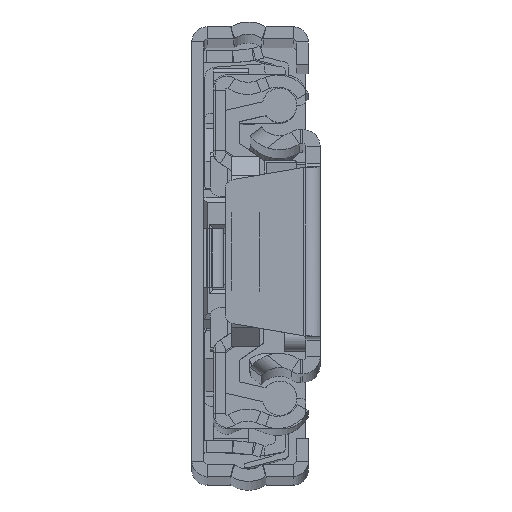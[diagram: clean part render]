
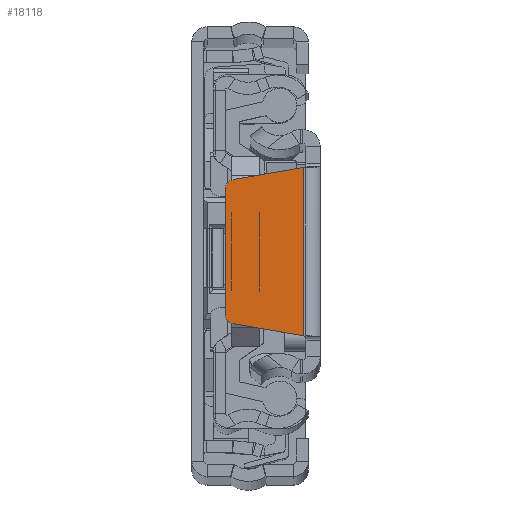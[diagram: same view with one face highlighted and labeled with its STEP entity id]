
A CAD part, top view. The second image highlights one B-rep face of the part: STEP entity #18118.
In plain terms, the highlighted planar face has unit normal (0, 0, 1).
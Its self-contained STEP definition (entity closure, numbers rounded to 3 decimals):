
#22 = AXIS2_PLACEMENT_3D ( 'NONE', #13401, #10742, #536 ) ;
#536 = DIRECTION ( 'NONE',  ( -1., 0., 0. ) ) ;
#1013 = EDGE_CURVE ( 'NONE', #27583, #7127, #23227, .T. ) ;
#1287 = CARTESIAN_POINT ( 'NONE',  ( -9.4, -6.156, 0. ) ) ;
#1445 = VECTOR ( 'NONE', #15265, 1000. ) ;
#2247 = EDGE_CURVE ( 'NONE', #7127, #4321, #22756, .T. ) ;
#2675 = CARTESIAN_POINT ( 'NONE',  ( -8.4, 6.156, 0. ) ) ;
#2711 = ORIENTED_EDGE ( 'NONE', *, *, #9612, .F. ) ;
#3609 = ORIENTED_EDGE ( 'NONE', *, *, #2247, .F. ) ;
#4321 = VERTEX_POINT ( 'NONE', #24523 ) ;
#4801 = CARTESIAN_POINT ( 'NONE',  ( -8.568, -7.142, 0. ) ) ;
#7028 = VECTOR ( 'NONE', #27629, 1000. ) ;
#7127 = VERTEX_POINT ( 'NONE', #16400 ) ;
#7740 = CARTESIAN_POINT ( 'NONE',  ( -8.4, 6.156, 0. ) ) ;
#7813 = DIRECTION ( 'NONE',  ( -0.986, 0.168, 0. ) ) ;
#9436 = DIRECTION ( 'NONE',  ( 0., 1., 0. ) ) ;
#9612 = EDGE_CURVE ( 'NONE', #24437, #14965, #15520, .T. ) ;
#10489 = VECTOR ( 'NONE', #7813, 1000. ) ;
#10742 = DIRECTION ( 'NONE',  ( 0., 0., -1. ) ) ;
#11228 = ORIENTED_EDGE ( 'NONE', *, *, #22450, .F. ) ;
#12101 = CARTESIAN_POINT ( 'NONE',  ( -9.4, 6.156, 0. ) ) ;
#13005 = VECTOR ( 'NONE', #9436, 1000. ) ;
#13401 = CARTESIAN_POINT ( 'NONE',  ( -8.4, -6.156, 0. ) ) ;
#14965 = VERTEX_POINT ( 'NONE', #1287 ) ;
#15215 = DIRECTION ( 'NONE',  ( 0., 0., -1. ) ) ;
#15265 = DIRECTION ( 'NONE',  ( 0., -1., 0. ) ) ;
#15520 = CIRCLE ( 'NONE', #22, 1. ) ;
#16400 = CARTESIAN_POINT ( 'NONE',  ( -8.568, 7.142, 0. ) ) ;
#17348 = EDGE_CURVE ( 'NONE', #29735, #24437, #20204, .T. ) ;
#17441 = DIRECTION ( 'NONE',  ( 0., 0., -1. ) ) ;
#18118 = ADVANCED_FACE ( 'NONE', ( #30190 ), #25155, .F. ) ;
#18651 = ORIENTED_EDGE ( 'NONE', *, *, #1013, .F. ) ;
#19962 = DIRECTION ( 'NONE',  ( -1., 0., 0. ) ) ;
#20146 = LINE ( 'NONE', #31024, #1445 ) ;
#20204 = LINE ( 'NONE', #4801, #10489 ) ;
#20245 = CARTESIAN_POINT ( 'NONE',  ( -1.5, 8.35, 0. ) ) ;
#21249 = ORIENTED_EDGE ( 'NONE', *, *, #24612, .F. ) ;
#22334 = AXIS2_PLACEMENT_3D ( 'NONE', #7740, #17441, #19962 ) ;
#22450 = EDGE_CURVE ( 'NONE', #14965, #27583, #26889, .T. ) ;
#22467 = CARTESIAN_POINT ( 'NONE',  ( -1.6, -8.333, 0. ) ) ;
#22756 = LINE ( 'NONE', #20245, #7028 ) ;
#23215 = ORIENTED_EDGE ( 'NONE', *, *, #17348, .F. ) ;
#23227 = CIRCLE ( 'NONE', #31797, 1. ) ;
#24437 = VERTEX_POINT ( 'NONE', #28644 ) ;
#24523 = CARTESIAN_POINT ( 'NONE',  ( -1.6, 8.333, 0. ) ) ;
#24612 = EDGE_CURVE ( 'NONE', #4321, #29735, #20146, .T. ) ;
#25155 = PLANE ( 'NONE',  #22334 ) ;
#25457 = DIRECTION ( 'NONE',  ( -1., 0., 0. ) ) ;
#26889 = LINE ( 'NONE', #12101, #13005 ) ;
#27583 = VERTEX_POINT ( 'NONE', #31942 ) ;
#27629 = DIRECTION ( 'NONE',  ( 0.986, 0.168, 0. ) ) ;
#28644 = CARTESIAN_POINT ( 'NONE',  ( -8.568, -7.142, 0. ) ) ;
#29735 = VERTEX_POINT ( 'NONE', #22467 ) ;
#30190 = FACE_OUTER_BOUND ( 'NONE', #30936, .T. ) ;
#30936 = EDGE_LOOP ( 'NONE', ( #21249, #3609, #18651, #11228, #2711, #23215 ) ) ;
#31024 = CARTESIAN_POINT ( 'NONE',  ( -1.6, -8.333, 0. ) ) ;
#31797 = AXIS2_PLACEMENT_3D ( 'NONE', #2675, #15215, #25457 ) ;
#31942 = CARTESIAN_POINT ( 'NONE',  ( -9.4, 6.156, 0. ) ) ;
